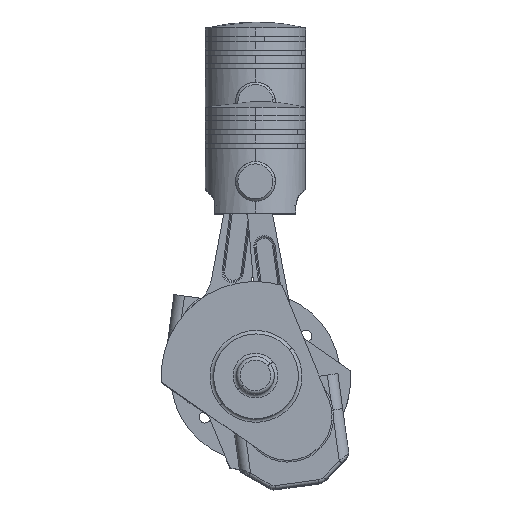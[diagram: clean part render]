
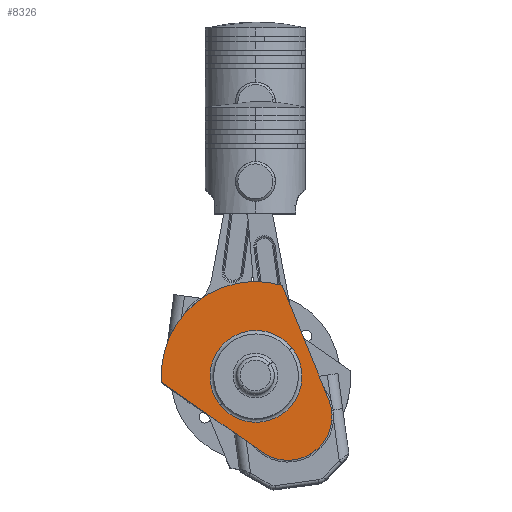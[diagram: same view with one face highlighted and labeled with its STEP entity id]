
A CAD part, top view. The second image highlights one B-rep face of the part: STEP entity #8326.
In plain terms, the highlighted planar face has unit normal (0, 0, 1).
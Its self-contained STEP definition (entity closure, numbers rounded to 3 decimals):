
#207 = CARTESIAN_POINT ( 'NONE',  ( 35.749, -55.326, 15. ) ) ;
#456 = DIRECTION ( 'NONE',  ( 1., 0., 0. ) ) ;
#605 = ORIENTED_EDGE ( 'NONE', *, *, #2474, .T. ) ;
#726 = DIRECTION ( 'NONE',  ( 1., 0., 0. ) ) ;
#854 = CARTESIAN_POINT ( 'NONE',  ( -39., -0.75, 15. ) ) ;
#1198 = CIRCLE ( 'NONE', #7551, 39. ) ;
#1413 = CARTESIAN_POINT ( 'NONE',  ( 39., -0.75, 15. ) ) ;
#1608 = CARTESIAN_POINT ( 'NONE',  ( 0., 0., 15. ) ) ;
#1650 = EDGE_LOOP ( 'NONE', ( #5664, #605 ) ) ;
#1878 = CARTESIAN_POINT ( 'NONE',  ( -47.931, -14.198, 15. ) ) ;
#2111 = ORIENTED_EDGE ( 'NONE', *, *, #6260, .F. ) ;
#2256 = CIRCLE ( 'NONE', #5725, 37.5 ) ;
#2474 = EDGE_CURVE ( 'NONE', #11095, #6418, #1198, .T. ) ;
#2566 = AXIS2_PLACEMENT_3D ( 'NONE', #1608, #11186, #5148 ) ;
#2912 = CARTESIAN_POINT ( 'NONE',  ( 0., -0.75, 15. ) ) ;
#3193 = FACE_BOUND ( 'NONE', #1650, .T. ) ;
#3235 = DIRECTION ( 'NONE',  ( 0., 0., 1. ) ) ;
#3293 = CARTESIAN_POINT ( 'NONE',  ( 0., -44., 15. ) ) ;
#3296 = DIRECTION ( 'NONE',  ( 0., 0., -1. ) ) ;
#3341 = VECTOR ( 'NONE', #7492, 1000. ) ;
#3711 = DIRECTION ( 'NONE',  ( 0., 0., -1. ) ) ;
#3843 = EDGE_CURVE ( 'NONE', #7630, #7159, #6266, .T. ) ;
#4433 = ORIENTED_EDGE ( 'NONE', *, *, #3843, .T. ) ;
#4442 = CARTESIAN_POINT ( 'NONE',  ( -65.67, 45.688, 15. ) ) ;
#4680 = VERTEX_POINT ( 'NONE', #5381 ) ;
#4801 = DIRECTION ( 'NONE',  ( 0., 0., -1. ) ) ;
#5148 = DIRECTION ( 'NONE',  ( 1., 0., 0. ) ) ;
#5363 = DIRECTION ( 'NONE',  ( 0.284, -0.959, 0. ) ) ;
#5381 = CARTESIAN_POINT ( 'NONE',  ( 65.67, 45.688, 15. ) ) ;
#5448 = ORIENTED_EDGE ( 'NONE', *, *, #10968, .F. ) ;
#5483 = VERTEX_POINT ( 'NONE', #207 ) ;
#5664 = ORIENTED_EDGE ( 'NONE', *, *, #7735, .T. ) ;
#5725 = AXIS2_PLACEMENT_3D ( 'NONE', #3293, #3235, #726 ) ;
#5769 = EDGE_LOOP ( 'NONE', ( #4433, #6167, #2111, #5448 ) ) ;
#6108 = AXIS2_PLACEMENT_3D ( 'NONE', #9212, #4801, #456 ) ;
#6167 = ORIENTED_EDGE ( 'NONE', *, *, #7385, .T. ) ;
#6260 = EDGE_CURVE ( 'NONE', #4680, #5483, #10014, .T. ) ;
#6266 = LINE ( 'NONE', #1878, #9894 ) ;
#6394 = DIRECTION ( 'NONE',  ( 1., 0., 0. ) ) ;
#6418 = VERTEX_POINT ( 'NONE', #1413 ) ;
#6681 = FACE_OUTER_BOUND ( 'NONE', #5769, .T. ) ;
#6885 = CARTESIAN_POINT ( 'NONE',  ( 0., -0.75, 15. ) ) ;
#7159 = VERTEX_POINT ( 'NONE', #9286 ) ;
#7385 = EDGE_CURVE ( 'NONE', #7159, #5483, #2256, .T. ) ;
#7492 = DIRECTION ( 'NONE',  ( -0.284, -0.959, 0. ) ) ;
#7551 = AXIS2_PLACEMENT_3D ( 'NONE', #2912, #3711, #6394 ) ;
#7630 = VERTEX_POINT ( 'NONE', #4442 ) ;
#7735 = EDGE_CURVE ( 'NONE', #6418, #11095, #9965, .T. ) ;
#7756 = PLANE ( 'NONE',  #2566 ) ;
#8326 = ADVANCED_FACE ( 'NONE', ( #3193, #6681 ), #7756, .T. ) ;
#9080 = AXIS2_PLACEMENT_3D ( 'NONE', #6885, #3296, #9361 ) ;
#9212 = CARTESIAN_POINT ( 'NONE',  ( 0., 0., 15. ) ) ;
#9286 = CARTESIAN_POINT ( 'NONE',  ( -35.749, -55.326, 15. ) ) ;
#9361 = DIRECTION ( 'NONE',  ( 1., 0., 0. ) ) ;
#9894 = VECTOR ( 'NONE', #5363, 1000. ) ;
#9965 = CIRCLE ( 'NONE', #9080, 39. ) ;
#10014 = LINE ( 'NONE', #10980, #3341 ) ;
#10413 = CIRCLE ( 'NONE', #6108, 80. ) ;
#10968 = EDGE_CURVE ( 'NONE', #7630, #4680, #10413, .T. ) ;
#10980 = CARTESIAN_POINT ( 'NONE',  ( 47.931, -14.198, 15. ) ) ;
#11095 = VERTEX_POINT ( 'NONE', #854 ) ;
#11186 = DIRECTION ( 'NONE',  ( 0., 0., 1. ) ) ;
